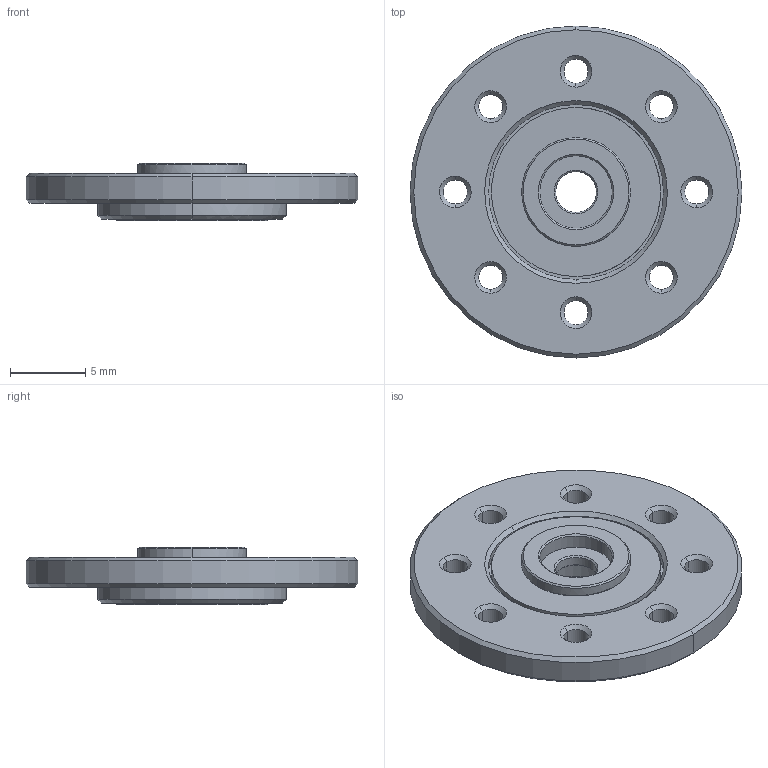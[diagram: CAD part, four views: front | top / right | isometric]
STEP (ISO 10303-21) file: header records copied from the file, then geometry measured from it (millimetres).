
FILE_DESCRIPTION(('CATIA V5 STEP Exchange'),'2;1');
FILE_NAME('i101_Set.stp','2023-06-06T10:33:27+00:00',('none'),('none'),'CATIA Version 5 Release 20 GA (IN-10)','CATIA V5 STEP AP203','none');
FILE_SCHEMA(('CONFIG_CONTROL_DESIGN'));
Length unit declared in the file: millimetre
Products named in the file (1): i101_Set
Assembly tree (3 placements, depth 2):
  i101_Set
    #58
    #2005
    #2726
Bounding box: 22 x 22 x 3.8 mm (x, y, z)
Volume: 787.5 mm3; surface area: 1301.4 mm2
Topology: 3 solids, 3 shells, 89 faces, 194 edges, 116 vertices
Faces by surface type: cone 40, cylinder 38, plane 11
Entity records: 3048 total; most frequent: CARTESIAN_POINT 1039, ORIENTED_EDGE 388, DIRECTION 352, EDGE_CURVE 194, AXIS2_PLACEMENT_3D 179, EDGE_LOOP 116, VERTEX_POINT 116, ADVANCED_FACE 89
